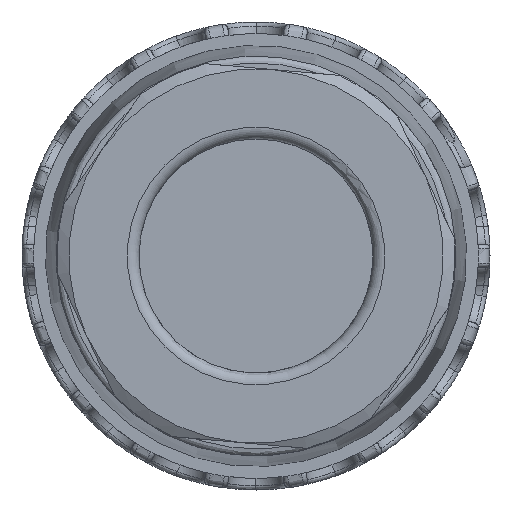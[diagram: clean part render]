
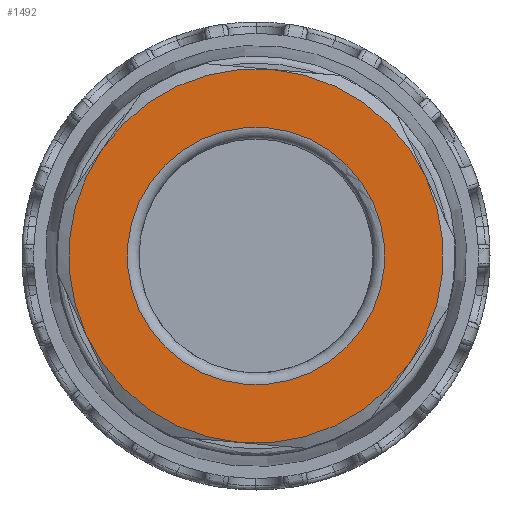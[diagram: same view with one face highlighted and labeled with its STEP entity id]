
A CAD part, front view. The second image highlights one B-rep face of the part: STEP entity #1492.
In plain terms, the highlighted planar face has unit normal (0, -1, 0).
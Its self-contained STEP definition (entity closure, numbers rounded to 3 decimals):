
#1492=ADVANCED_FACE('',(#2228,#2229),#1838,.T.);
#1838=PLANE('',#6329);
#2228=FACE_BOUND('',#2344,.T.);
#2229=FACE_BOUND('',#2345,.T.);
#2344=EDGE_LOOP('',(#2838));
#2345=EDGE_LOOP('',(#2839,#2840,#2841,#2842,#2843,#2844));
#2838=ORIENTED_EDGE('',*,*,#5145,.T.);
#2839=ORIENTED_EDGE('',*,*,#5116,.T.);
#2840=ORIENTED_EDGE('',*,*,#5118,.T.);
#2841=ORIENTED_EDGE('',*,*,#5126,.T.);
#2842=ORIENTED_EDGE('',*,*,#5130,.T.);
#2843=ORIENTED_EDGE('',*,*,#5136,.T.);
#2844=ORIENTED_EDGE('',*,*,#5142,.T.);
#4537=VERTEX_POINT('',#8394);
#4538=VERTEX_POINT('',#8396);
#4539=VERTEX_POINT('',#8403);
#4542=VERTEX_POINT('',#8427);
#4545=VERTEX_POINT('',#8437);
#4548=VERTEX_POINT('',#8454);
#4551=VERTEX_POINT('',#8481);
#5116=EDGE_CURVE('',#4538,#4537,#5983,.T.);
#5118=EDGE_CURVE('',#4537,#4539,#5984,.T.);
#5126=EDGE_CURVE('',#4539,#4542,#5986,.T.);
#5130=EDGE_CURVE('',#4542,#4545,#5988,.T.);
#5136=EDGE_CURVE('',#4545,#4548,#5990,.T.);
#5142=EDGE_CURVE('',#4548,#4538,#5992,.T.);
#5145=EDGE_CURVE('',#4551,#4551,#5993,.T.);
#5983=CIRCLE('',#6308,8.);
#5984=CIRCLE('',#6310,8.);
#5986=CIRCLE('',#6314,8.);
#5988=CIRCLE('',#6318,8.);
#5990=CIRCLE('',#6322,8.);
#5992=CIRCLE('',#6326,8.);
#5993=CIRCLE('',#6328,5.5);
#6308=AXIS2_PLACEMENT_3D('',#8395,#6944,#6945);
#6310=AXIS2_PLACEMENT_3D('',#8402,#6948,#6949);
#6314=AXIS2_PLACEMENT_3D('',#8428,#6958,#6959);
#6318=AXIS2_PLACEMENT_3D('',#8436,#6968,#6969);
#6322=AXIS2_PLACEMENT_3D('',#8453,#6978,#6979);
#6326=AXIS2_PLACEMENT_3D('',#8470,#6988,#6989);
#6328=AXIS2_PLACEMENT_3D('',#8480,#6992,#6993);
#6329=AXIS2_PLACEMENT_3D('',#8482,#6994,#6995);
#6944=DIRECTION('',(0.,-1.,0.));
#6945=DIRECTION('',(0.996,0.,-0.087));
#6948=DIRECTION('',(0.,-1.,0.));
#6949=DIRECTION('',(0.996,0.,-0.087));
#6958=DIRECTION('',(0.,-1.,0.));
#6959=DIRECTION('',(0.996,0.,-0.087));
#6968=DIRECTION('',(0.,-1.,0.));
#6969=DIRECTION('',(0.996,0.,-0.087));
#6978=DIRECTION('',(0.,-1.,0.));
#6979=DIRECTION('',(0.996,0.,-0.087));
#6988=DIRECTION('',(0.,-1.,0.));
#6989=DIRECTION('',(0.996,0.,-0.087));
#6992=DIRECTION('',(0.,1.,0.));
#6993=DIRECTION('',(0.996,0.,-0.087));
#6994=DIRECTION('',(0.,-1.,0.));
#6995=DIRECTION('',(0.996,0.,-0.087));
#8394=CARTESIAN_POINT('',(0.697,-31.773,7.97));
#8395=CARTESIAN_POINT('',(0.,-31.773,0.));
#8396=CARTESIAN_POINT('',(7.25,-31.773,3.381));
#8402=CARTESIAN_POINT('',(0.,-31.773,0.));
#8403=CARTESIAN_POINT('',(-6.553,-31.773,4.589));
#8427=CARTESIAN_POINT('',(-7.25,-31.773,-3.381));
#8428=CARTESIAN_POINT('',(0.,-31.773,0.));
#8436=CARTESIAN_POINT('',(0.,-31.773,0.));
#8437=CARTESIAN_POINT('',(-0.697,-31.773,-7.97));
#8453=CARTESIAN_POINT('',(0.,-31.773,0.));
#8454=CARTESIAN_POINT('',(6.553,-31.773,-4.589));
#8470=CARTESIAN_POINT('',(0.,-31.773,0.));
#8480=CARTESIAN_POINT('',(0.,-31.773,0.));
#8481=CARTESIAN_POINT('',(5.479,-31.773,-0.479));
#8482=CARTESIAN_POINT('',(-8.468,-31.773,0.741));
